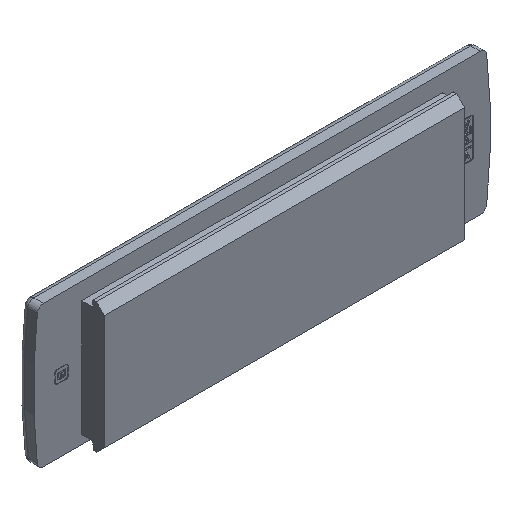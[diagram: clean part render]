
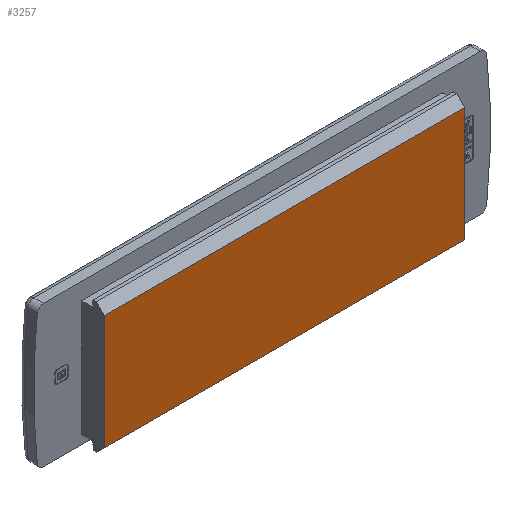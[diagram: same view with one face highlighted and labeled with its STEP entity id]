
A CAD part, isometric view. The second image highlights one B-rep face of the part: STEP entity #3257.
In plain terms, the highlighted planar face has unit normal (0, -1, 0).
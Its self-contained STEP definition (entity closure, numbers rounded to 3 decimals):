
#745=FACE_OUTER_BOUND('',#5351,.T.);
#3257=ADVANCED_FACE('KES_ECO_T1',(#745),#4280,.F.);
#4280=PLANE('',#21781);
#5351=EDGE_LOOP('',(#7375,#7376,#7377,#7378));
#7375=ORIENTED_EDGE('',*,*,#15357,.F.);
#7376=ORIENTED_EDGE('',*,*,#15358,.T.);
#7377=ORIENTED_EDGE('',*,*,#15359,.T.);
#7378=ORIENTED_EDGE('',*,*,#15360,.T.);
#13109=VERTEX_POINT('',#40058);
#13110=VERTEX_POINT('',#40059);
#13111=VERTEX_POINT('',#40061);
#13112=VERTEX_POINT('',#40063);
#15357=EDGE_CURVE('',#13109,#13110,#18096,.T.);
#15358=EDGE_CURVE('',#13109,#13111,#18097,.T.);
#15359=EDGE_CURVE('',#13111,#13112,#18098,.T.);
#15360=EDGE_CURVE('',#13112,#13110,#18099,.T.);
#18096=LINE('',#40057,#19926);
#18097=LINE('',#40060,#19927);
#18098=LINE('',#40062,#19928);
#18099=LINE('',#40064,#19929);
#19926=VECTOR('',#22641,1.);
#19927=VECTOR('',#22642,1.);
#19928=VECTOR('',#22643,1.);
#19929=VECTOR('',#22644,1.);
#21781=AXIS2_PLACEMENT_3D('',#40065,#22645,#22646);
#22641=DIRECTION('',(0.,0.,1.));
#22642=DIRECTION('',(1.,0.,0.));
#22643=DIRECTION('',(0.,0.,1.));
#22644=DIRECTION('',(-1.,0.,0.));
#22645=DIRECTION('',(0.,1.,0.));
#22646=DIRECTION('',(0.,0.,-1.));
#40057=CARTESIAN_POINT('',(-56.,0.,-21.987));
#40058=CARTESIAN_POINT('',(-56.,0.,-19.354));
#40059=CARTESIAN_POINT('',(-56.,0.,16.25));
#40060=CARTESIAN_POINT('',(56.,0.,-19.354));
#40061=CARTESIAN_POINT('',(56.,0.,-19.354));
#40062=CARTESIAN_POINT('',(56.,0.,-21.987));
#40063=CARTESIAN_POINT('',(56.,0.,16.25));
#40064=CARTESIAN_POINT('',(-56.,0.,16.25));
#40065=CARTESIAN_POINT('',(-55.75,0.,-17.75));
